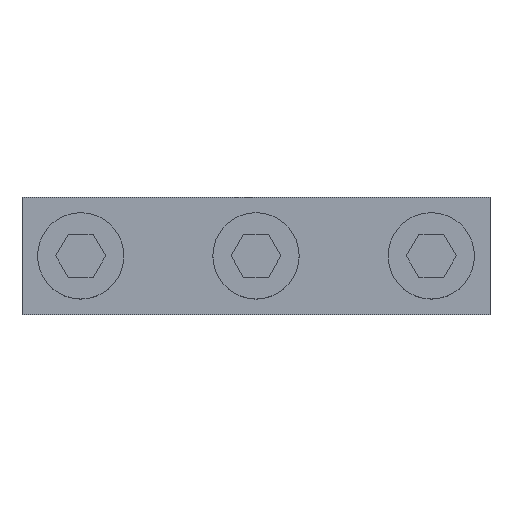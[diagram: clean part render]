
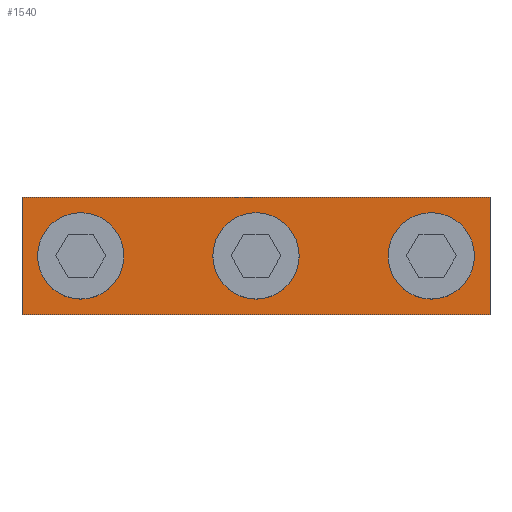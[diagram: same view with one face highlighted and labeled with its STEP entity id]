
A CAD part, top view. The second image highlights one B-rep face of the part: STEP entity #1540.
In plain terms, the highlighted face is planar.
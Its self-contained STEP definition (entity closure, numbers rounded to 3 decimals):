
#60=CARTESIAN_POINT('',(-12.325,52.903,-19.3));
#70=DIRECTION('',(1.,0.,0.));
#80=VECTOR('',#70,1.);
#90=LINE('',#60,#80);
#100=CARTESIAN_POINT('',(-44.6,52.903,-19.3));
#110=VERTEX_POINT('',#100);
#120=CARTESIAN_POINT('',(-31.,52.903,-19.3));
#130=VERTEX_POINT('',#120);
#140=EDGE_CURVE('',#110,#130,#90,.T.);
#650=CARTESIAN_POINT('',(-31.,52.903,34.9));
#660=VERTEX_POINT('',#650);
#690=CARTESIAN_POINT('',(-31.,52.903,-21.45));
#700=DIRECTION('',(0.,0.,1.));
#710=VECTOR('',#700,1.);
#720=LINE('',#690,#710);
#730=EDGE_CURVE('',#130,#660,#720,.T.);
#860=CARTESIAN_POINT('',(-44.6,52.903,14.6));
#870=DIRECTION('',(0.,1.,-0.));
#880=DIRECTION('',(0.,0.,1.));
#890=AXIS2_PLACEMENT_3D('',#860,#870,#880);
#900=PLANE('',#890);
#910=CARTESIAN_POINT('',(-12.325,52.903,34.9));
#920=DIRECTION('',(-1.,0.,0.));
#930=VECTOR('',#920,1.);
#940=LINE('',#910,#930);
#950=CARTESIAN_POINT('',(-44.6,52.903,34.9));
#960=VERTEX_POINT('',#950);
#970=EDGE_CURVE('',#660,#960,#940,.T.);
#980=ORIENTED_EDGE('',*,*,#970,.F.);
#990=CARTESIAN_POINT('',(-44.6,52.903,-21.45));
#1000=DIRECTION('',(0.,0.,1.));
#1010=VECTOR('',#1000,1.);
#1020=LINE('',#990,#1010);
#1030=EDGE_CURVE('',#110,#960,#1020,.T.);
#1040=ORIENTED_EDGE('',*,*,#1030,.T.);
#1050=ORIENTED_EDGE('',*,*,#140,.F.);
#1060=ORIENTED_EDGE('',*,*,#730,.F.);
#1070=EDGE_LOOP('',(#1060,#1050,#1040,#980));
#1080=FACE_OUTER_BOUND('',#1070,.T.);
#1090=CARTESIAN_POINT('',(-37.8,52.903,7.8));
#1100=DIRECTION('',(0.,-1.,0.));
#1110=DIRECTION('',(0.,0.,-1.));
#1120=AXIS2_PLACEMENT_3D('',#1090,#1100,#1110);
#1130=CIRCLE('',#1120,5.);
#1140=CARTESIAN_POINT('',(-37.8,52.903,2.8));
#1150=VERTEX_POINT('',#1140);
#1160=CARTESIAN_POINT('',(-37.8,52.903,12.8));
#1170=VERTEX_POINT('',#1160);
#1180=EDGE_CURVE('',#1150,#1170,#1130,.T.);
#1190=ORIENTED_EDGE('',*,*,#1180,.T.);
#1200=EDGE_CURVE('',#1170,#1150,#1130,.T.);
#1210=ORIENTED_EDGE('',*,*,#1200,.T.);
#1220=EDGE_LOOP('',(#1210,#1190));
#1230=FACE_BOUND('',#1220,.T.);
#1240=CARTESIAN_POINT('',(-37.8,52.903,28.1));
#1250=DIRECTION('',(0.,-1.,0.));
#1260=DIRECTION('',(0.,0.,-1.));
#1270=AXIS2_PLACEMENT_3D('',#1240,#1250,#1260);
#1280=CIRCLE('',#1270,5.);
#1290=CARTESIAN_POINT('',(-37.8,52.903,23.1));
#1300=VERTEX_POINT('',#1290);
#1310=CARTESIAN_POINT('',(-37.8,52.903,33.1));
#1320=VERTEX_POINT('',#1310);
#1330=EDGE_CURVE('',#1300,#1320,#1280,.T.);
#1340=ORIENTED_EDGE('',*,*,#1330,.T.);
#1350=EDGE_CURVE('',#1320,#1300,#1280,.T.);
#1360=ORIENTED_EDGE('',*,*,#1350,.T.);
#1370=EDGE_LOOP('',(#1360,#1340));
#1380=FACE_BOUND('',#1370,.T.);
#1390=CARTESIAN_POINT('',(-37.8,52.903,-12.5));
#1400=DIRECTION('',(0.,-1.,0.));
#1410=DIRECTION('',(0.,0.,-1.));
#1420=AXIS2_PLACEMENT_3D('',#1390,#1400,#1410);
#1430=CIRCLE('',#1420,5.);
#1440=CARTESIAN_POINT('',(-37.8,52.903,-17.5));
#1450=VERTEX_POINT('',#1440);
#1460=CARTESIAN_POINT('',(-37.8,52.903,-7.5));
#1470=VERTEX_POINT('',#1460);
#1480=EDGE_CURVE('',#1450,#1470,#1430,.T.);
#1490=ORIENTED_EDGE('',*,*,#1480,.T.);
#1500=EDGE_CURVE('',#1470,#1450,#1430,.T.);
#1510=ORIENTED_EDGE('',*,*,#1500,.T.);
#1520=EDGE_LOOP('',(#1510,#1490));
#1530=FACE_BOUND('',#1520,.T.);
#1540=ADVANCED_FACE('',(#1080,#1230,#1380,#1530),#900,.T.);
